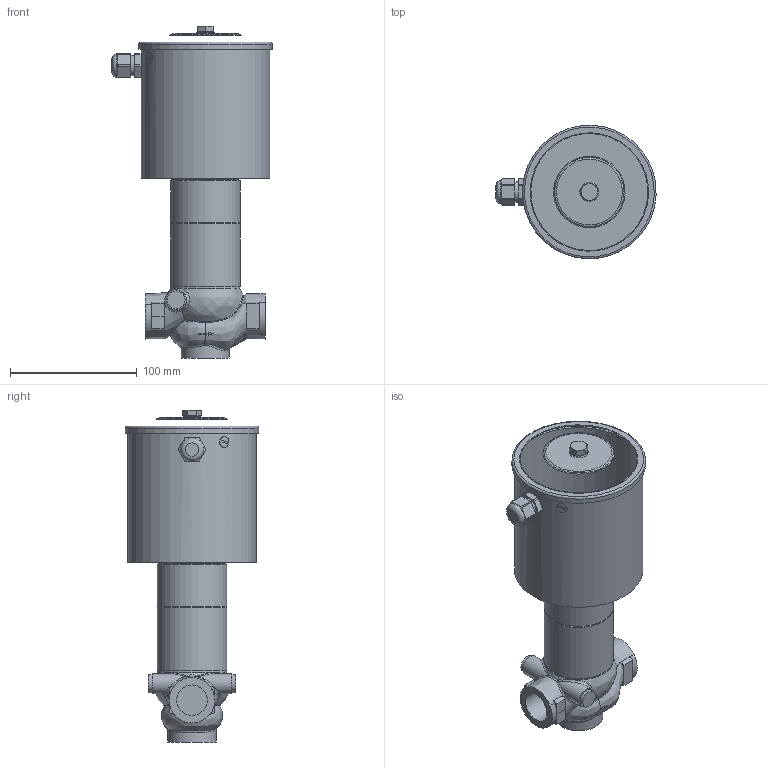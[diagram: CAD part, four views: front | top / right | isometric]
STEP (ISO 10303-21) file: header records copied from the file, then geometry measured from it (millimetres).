
FILE_DESCRIPTION(/* description */ ('4-EVSA 7-4.01'),/* implementation_level */ '2;1');
FILE_NAME(/* name */ '112.020.826.stp',/* time_stamp */ '2025-05-20T09:21:03+02:00',/* author */ ('Lehrmann'),/* organization */ (''),/* preprocessor_version */ 'ST-DEVELOPER v18.1',/* originating_system */ 'Autodesk Inventor 2021',/* authorisation */ '');
FILE_SCHEMA (('AUTOMOTIVE_DESIGN { 1 0 10303 214 3 1 1 }'));
Length unit declared in the file: millimetre
Products named in the file (2): 112.020.826-00; 112.020.827
Assembly tree (1 placements, depth 2):
  112.020.826-00
    112.020.827
Bounding box: 126.52 x 105.44 x 262.3 mm (x, y, z)
Volume: 1267786.7 mm3; surface area: 89867.7 mm2
Topology: 3 solids, 3 shells, 203 faces, 530 edges, 344 vertices
Faces by surface type: plane 89, bspline 56, cylinder 34, cone 15, torus 5, sphere 4
Full cylindrical faces by diameter (mm): 11.63 x1, 14 x2, 16 x3, 24.117 x2, 38 x1, 43 x1, 55 x2, 101.6 x1, 105.6 x1
Entity records: 10988 total; most frequent: CARTESIAN_POINT 6167, ORIENTED_EDGE 1068, DIRECTION 735, EDGE_CURVE 534, VERTEX_POINT 348, AXIS2_PLACEMENT_3D 293, EDGE_LOOP 220, B_SPLINE_CURVE_WITH_KNOTS 219
